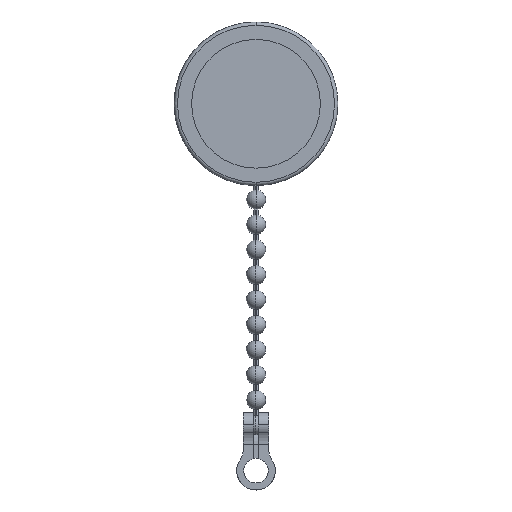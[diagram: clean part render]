
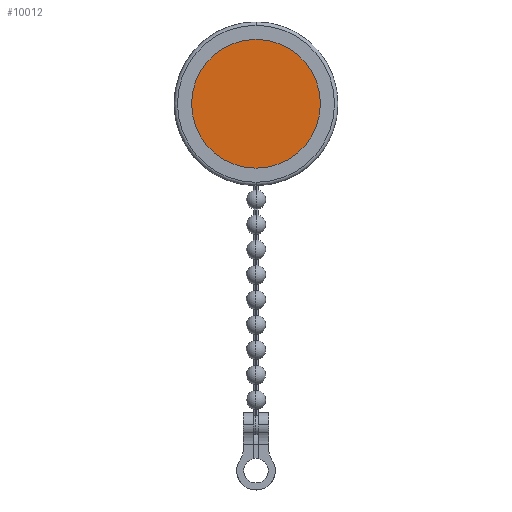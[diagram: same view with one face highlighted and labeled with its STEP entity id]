
A CAD part, front view. The second image highlights one B-rep face of the part: STEP entity #10012.
In plain terms, the highlighted planar face has unit normal (0, -1, 0).
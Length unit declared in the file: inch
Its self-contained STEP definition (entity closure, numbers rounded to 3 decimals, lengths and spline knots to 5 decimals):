
#106 = DIRECTION ( 'NONE',  ( 0., 0., 1. ) ) ;
#192 = CIRCLE ( 'NONE', #3967, 0.3937 ) ;
#550 = CARTESIAN_POINT ( 'NONE',  ( 0., -0.11024, -0.3937 ) ) ;
#554 = CARTESIAN_POINT ( 'NONE',  ( 0., -0.11024, 0. ) ) ;
#1793 = DIRECTION ( 'NONE',  ( 0., 1., 0. ) ) ;
#2074 = DIRECTION ( 'NONE',  ( 0., 1., 0. ) ) ;
#2215 = VERTEX_POINT ( 'NONE', #7266 ) ;
#2452 = DIRECTION ( 'NONE',  ( 0., 0., 1. ) ) ;
#2897 = EDGE_CURVE ( 'NONE', #2215, #11390, #3166, .T. ) ;
#3166 = CIRCLE ( 'NONE', #6593, 0.3937 ) ;
#3696 = CARTESIAN_POINT ( 'NONE',  ( 0., -0.11024, 0. ) ) ;
#3967 = AXIS2_PLACEMENT_3D ( 'NONE', #554, #8879, #2452 ) ;
#4191 = ORIENTED_EDGE ( 'NONE', *, *, #2897, .F. ) ;
#5471 = PLANE ( 'NONE',  #7313 ) ;
#6593 = AXIS2_PLACEMENT_3D ( 'NONE', #10434, #2074, #6804 ) ;
#6804 = DIRECTION ( 'NONE',  ( 0., 0., 1. ) ) ;
#7266 = CARTESIAN_POINT ( 'NONE',  ( 0., -0.11024, 0.3937 ) ) ;
#7313 = AXIS2_PLACEMENT_3D ( 'NONE', #3696, #1793, #106 ) ;
#8879 = DIRECTION ( 'NONE',  ( 0., 1., 0. ) ) ;
#9866 = ORIENTED_EDGE ( 'NONE', *, *, #10193, .F. ) ;
#10012 = ADVANCED_FACE ( 'NONE', ( #10462 ), #5471, .F. ) ;
#10193 = EDGE_CURVE ( 'NONE', #11390, #2215, #192, .T. ) ;
#10434 = CARTESIAN_POINT ( 'NONE',  ( 0., -0.11024, 0. ) ) ;
#10462 = FACE_OUTER_BOUND ( 'NONE', #11012, .T. ) ;
#11012 = EDGE_LOOP ( 'NONE', ( #4191, #9866 ) ) ;
#11390 = VERTEX_POINT ( 'NONE', #550 ) ;
